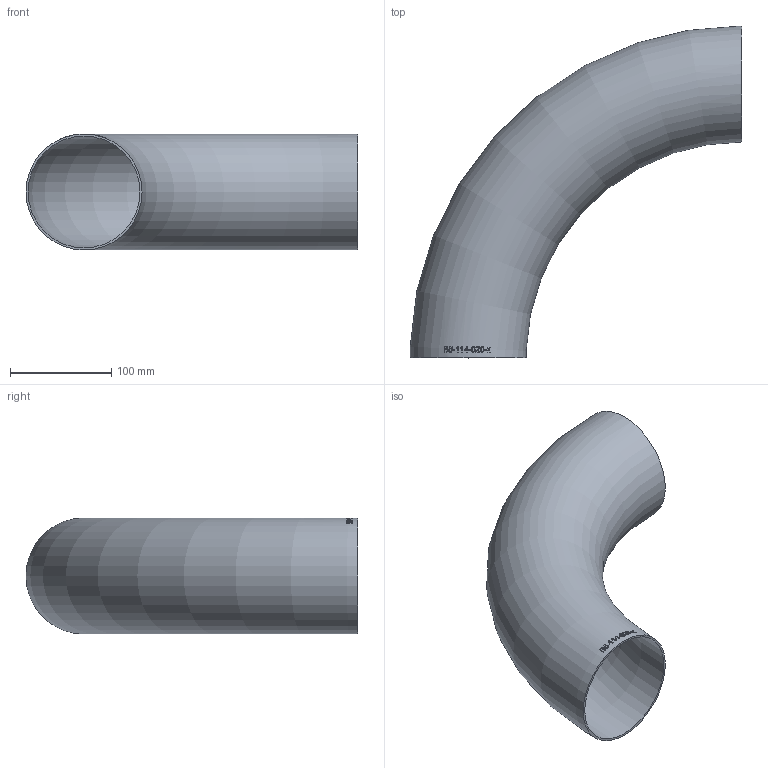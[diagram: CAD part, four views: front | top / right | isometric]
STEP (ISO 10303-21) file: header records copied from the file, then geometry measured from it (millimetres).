
FILE_DESCRIPTION (( 'STEP AP214' ), '1' );
FILE_NAME ('B5-114-020-x Bogen 2004.STEP', '2020-04-04T11:45:09', ( '' ), ( '' ), 'SwSTEP 2.0', 'SolidWorks 2019', '' );
FILE_SCHEMA (( 'AUTOMOTIVE_DESIGN' ));
Length unit declared in the file: millimetre
Products named in the file (1): B5-114-020-x Bogen 2004
Bounding box: 327.15 x 327.15 x 114.3 mm (x, y, z)
Volume: 299253.7 mm3; surface area: 300676.2 mm2
Topology: 1 solids, 1 shells, 144 faces, 379 edges, 253 vertices
Faces by surface type: bspline 123, torus 19, plane 2
Entity records: 18214 total; most frequent: CARTESIAN_POINT 14253, ORIENTED_EDGE 746, EDGE_CURVE 373, B_SPLINE_CURVE_WITH_KNOTS 369, VERTEX_POINT 250, EDGE_LOOP 165, FACE_OUTER_BOUND 146, ADVANCED_FACE 144
